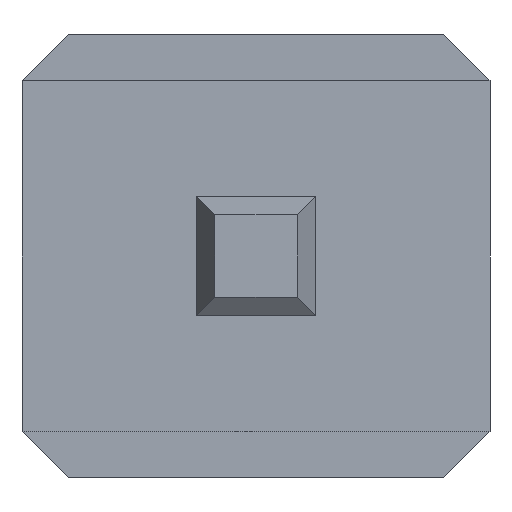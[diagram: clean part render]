
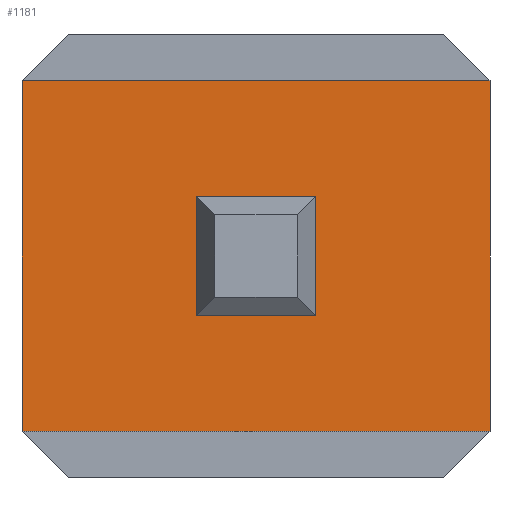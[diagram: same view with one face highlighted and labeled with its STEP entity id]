
A CAD part, front view. The second image highlights one B-rep face of the part: STEP entity #1181.
In plain terms, the highlighted planar face has unit normal (0, -1, 0).
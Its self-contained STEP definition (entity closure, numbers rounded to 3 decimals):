
#44 = DIRECTION ( 'NONE',  ( 0., 0., 1. ) ) ;
#63 = FACE_OUTER_BOUND ( 'NONE', #1011, .T. ) ;
#118 = VECTOR ( 'NONE', #358, 1000. ) ;
#127 = CARTESIAN_POINT ( 'NONE',  ( -4.405, 3.2, -0.625 ) ) ;
#175 = EDGE_CURVE ( 'NONE', #463, #546, #1134, .T. ) ;
#206 = ORIENTED_EDGE ( 'NONE', *, *, #1050, .T. ) ;
#237 = EDGE_LOOP ( 'NONE', ( #1375, #935, #1125, #336 ) ) ;
#244 = VERTEX_POINT ( 'NONE', #326 ) ;
#326 = CARTESIAN_POINT ( 'NONE',  ( 1.595, 3.2, -0.625 ) ) ;
#330 = VECTOR ( 'NONE', #538, 1000. ) ;
#336 = ORIENTED_EDGE ( 'NONE', *, *, #1265, .F. ) ;
#358 = DIRECTION ( 'NONE',  ( 1., 0., 0. ) ) ;
#362 = LINE ( 'NONE', #1223, #118 ) ;
#370 = VECTOR ( 'NONE', #882, 1000. ) ;
#372 = VECTOR ( 'NONE', #519, 1000. ) ;
#454 = FACE_BOUND ( 'NONE', #237, .T. ) ;
#463 = VERTEX_POINT ( 'NONE', #558 ) ;
#519 = DIRECTION ( 'NONE',  ( -1., 0., 0. ) ) ;
#523 = CARTESIAN_POINT ( 'NONE',  ( -0.945, 3.2, 1.275 ) ) ;
#538 = DIRECTION ( 'NONE',  ( 0., 0., -1. ) ) ;
#546 = VERTEX_POINT ( 'NONE', #1326 ) ;
#555 = DIRECTION ( 'NONE',  ( 0., 0., -1. ) ) ;
#558 = CARTESIAN_POINT ( 'NONE',  ( 0., 3.2, 0.65 ) ) ;
#561 = LINE ( 'NONE', #655, #1264 ) ;
#595 = VERTEX_POINT ( 'NONE', #1154 ) ;
#600 = VECTOR ( 'NONE', #1332, 1000. ) ;
#627 = LINE ( 'NONE', #948, #372 ) ;
#629 = EDGE_CURVE ( 'NONE', #1053, #836, #1108, .T. ) ;
#651 = VERTEX_POINT ( 'NONE', #898 ) ;
#655 = CARTESIAN_POINT ( 'NONE',  ( -0.945, 3.2, -0.875 ) ) ;
#696 = EDGE_CURVE ( 'NONE', #595, #1135, #1087, .T. ) ;
#774 = EDGE_CURVE ( 'NONE', #244, #836, #946, .T. ) ;
#800 = LINE ( 'NONE', #127, #913 ) ;
#804 = ORIENTED_EDGE ( 'NONE', *, *, #774, .T. ) ;
#825 = ORIENTED_EDGE ( 'NONE', *, *, #1103, .T. ) ;
#836 = VERTEX_POINT ( 'NONE', #1076 ) ;
#881 = DIRECTION ( 'NONE',  ( 1., 0., 0. ) ) ;
#882 = DIRECTION ( 'NONE',  ( 0., 0., 1. ) ) ;
#898 = CARTESIAN_POINT ( 'NONE',  ( -0.945, 3.2, -0.625 ) ) ;
#913 = VECTOR ( 'NONE', #881, 1000. ) ;
#935 = ORIENTED_EDGE ( 'NONE', *, *, #947, .F. ) ;
#946 = LINE ( 'NONE', #1114, #600 ) ;
#947 = EDGE_CURVE ( 'NONE', #1135, #463, #627, .T. ) ;
#948 = CARTESIAN_POINT ( 'NONE',  ( 0., 3.2, 0.65 ) ) ;
#999 = CARTESIAN_POINT ( 'NONE',  ( -4.405, 3.2, 1.275 ) ) ;
#1011 = EDGE_LOOP ( 'NONE', ( #206, #825, #804, #1289 ) ) ;
#1040 = DIRECTION ( 'NONE',  ( 1., 0., 0. ) ) ;
#1050 = EDGE_CURVE ( 'NONE', #1053, #651, #561, .T. ) ;
#1053 = VERTEX_POINT ( 'NONE', #523 ) ;
#1076 = CARTESIAN_POINT ( 'NONE',  ( 1.595, 3.2, 1.275 ) ) ;
#1087 = LINE ( 'NONE', #1107, #370 ) ;
#1103 = EDGE_CURVE ( 'NONE', #651, #244, #800, .T. ) ;
#1107 = CARTESIAN_POINT ( 'NONE',  ( 0.65, 3.2, 0. ) ) ;
#1108 = LINE ( 'NONE', #1359, #1127 ) ;
#1114 = CARTESIAN_POINT ( 'NONE',  ( 1.595, 3.2, 1.275 ) ) ;
#1125 = ORIENTED_EDGE ( 'NONE', *, *, #696, .F. ) ;
#1127 = VECTOR ( 'NONE', #1040, 1000. ) ;
#1131 = DIRECTION ( 'NONE',  ( 0., 1., 0. ) ) ;
#1134 = LINE ( 'NONE', #1179, #330 ) ;
#1135 = VERTEX_POINT ( 'NONE', #1305 ) ;
#1154 = CARTESIAN_POINT ( 'NONE',  ( 0.65, 3.2, 0. ) ) ;
#1179 = CARTESIAN_POINT ( 'NONE',  ( 0., 3.2, 0. ) ) ;
#1181 = ADVANCED_FACE ( 'NONE', ( #63, #454 ), #1337, .F. ) ;
#1223 = CARTESIAN_POINT ( 'NONE',  ( 0., 3.2, 0. ) ) ;
#1264 = VECTOR ( 'NONE', #555, 1000. ) ;
#1265 = EDGE_CURVE ( 'NONE', #546, #595, #362, .T. ) ;
#1289 = ORIENTED_EDGE ( 'NONE', *, *, #629, .F. ) ;
#1305 = CARTESIAN_POINT ( 'NONE',  ( 0.65, 3.2, 0.65 ) ) ;
#1326 = CARTESIAN_POINT ( 'NONE',  ( 0., 3.2, 0. ) ) ;
#1330 = AXIS2_PLACEMENT_3D ( 'NONE', #999, #1131, #44 ) ;
#1332 = DIRECTION ( 'NONE',  ( 0., 0., 1. ) ) ;
#1337 = PLANE ( 'NONE',  #1330 ) ;
#1359 = CARTESIAN_POINT ( 'NONE',  ( -4.405, 3.2, 1.275 ) ) ;
#1375 = ORIENTED_EDGE ( 'NONE', *, *, #175, .F. ) ;
